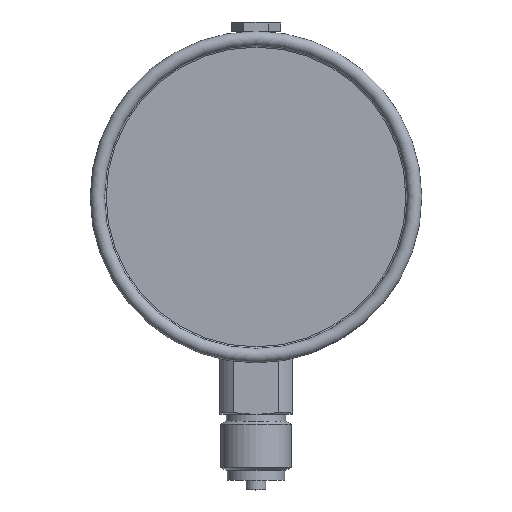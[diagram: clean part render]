
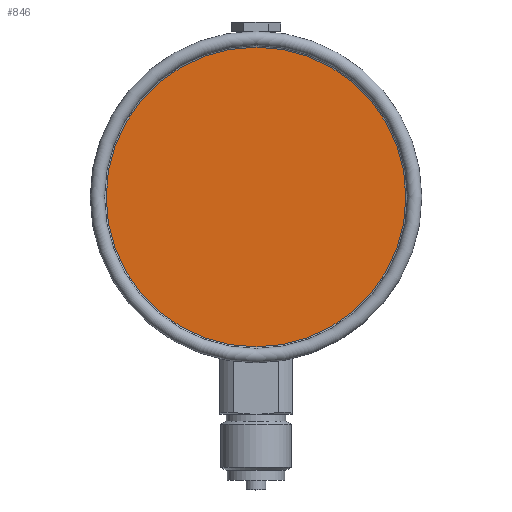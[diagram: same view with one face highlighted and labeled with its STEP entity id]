
A CAD part, top view. The second image highlights one B-rep face of the part: STEP entity #846.
In plain terms, the highlighted planar face has unit normal (0, 0, 1).
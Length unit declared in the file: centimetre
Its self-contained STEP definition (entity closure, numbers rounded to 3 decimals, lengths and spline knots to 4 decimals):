
#172=FACE_OUTER_BOUND('',#241,.T.);
#241=EDGE_LOOP('',(#581));
#327=CIRCLE('',#918,4.5547);
#390=VERTEX_POINT('',#1404);
#469=EDGE_CURVE('',#390,#390,#327,.T.);
#581=ORIENTED_EDGE('',*,*,#469,.F.);
#759=PLANE('',#917);
#846=ADVANCED_FACE('',(#172),#759,.F.);
#917=AXIS2_PLACEMENT_3D('',#1403,#1041,#1042);
#918=AXIS2_PLACEMENT_3D('',#1405,#1043,#1044);
#1041=DIRECTION('center_axis',(0.,0.,-1.));
#1042=DIRECTION('ref_axis',(-1.,0.,0.));
#1043=DIRECTION('center_axis',(0.,0.,-1.));
#1044=DIRECTION('ref_axis',(1.,0.,0.));
#1403=CARTESIAN_POINT('Origin',(0.,4.2515,4.23));
#1404=CARTESIAN_POINT('',(4.5547,4.2515,4.23));
#1405=CARTESIAN_POINT('Origin',(0.,4.2515,4.23));
